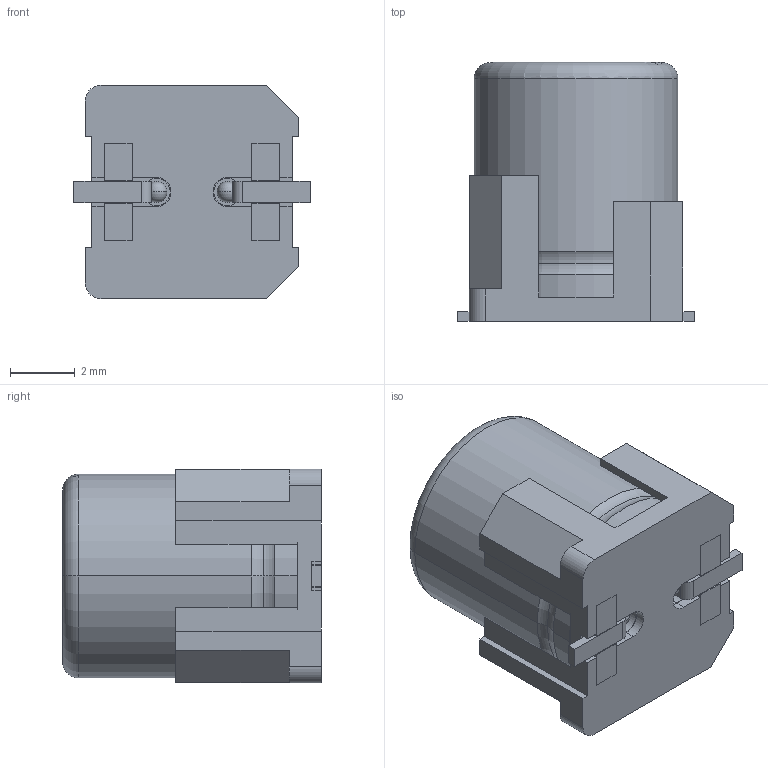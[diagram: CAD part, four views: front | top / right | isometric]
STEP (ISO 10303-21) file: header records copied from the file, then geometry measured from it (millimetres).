
FILE_DESCRIPTION (( 'STEP AP214' ), '1' );
FILE_NAME ('懴怳昳兂6.3 SIZE CODE D8.stp', '2018-07-13T01:13:10', ( '' ), ( '' ), 'SwSTEP 2.0', 'SolidWorks 2015', '' );
FILE_SCHEMA (( 'AUTOMOTIVE_DESIGN' ));
Length unit declared in the file: millimetre
Products named in the file (5): SIZE CODE D8-001; SIZE CODE D8-004; SIZE CODE D8-002; 懴怳昳兂6.3 SIZE CODE D8; SIZE CODE D8-003
Assembly tree (6 placements, depth 2):
  懴怳昳兂6.3 SIZE CODE D8
    SIZE CODE D8-001
    SIZE CODE D8-002
    SIZE CODE D8-003  x2
    SIZE CODE D8-004  x2
Bounding box: 7.3 x 8 x 6.6 mm (x, y, z)
Volume: 277.8 mm3; surface area: 433.2 mm2
Topology: 6 solids, 6 shells, 141 faces, 379 edges, 246 vertices
Faces by surface type: plane 108, cylinder 23, torus 6, sphere 4
Entity records: 3741 total; most frequent: CARTESIAN_POINT 625, ORIENTED_EDGE 608, DIRECTION 606, EDGE_CURVE 304, VECTOR 246, LINE 246, VERTEX_POINT 199, AXIS2_PLACEMENT_3D 180
